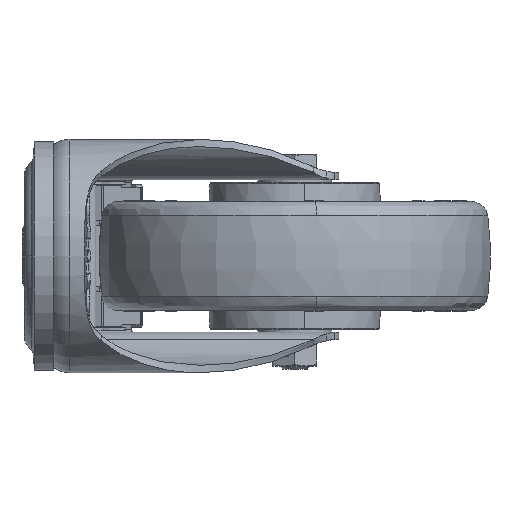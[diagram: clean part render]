
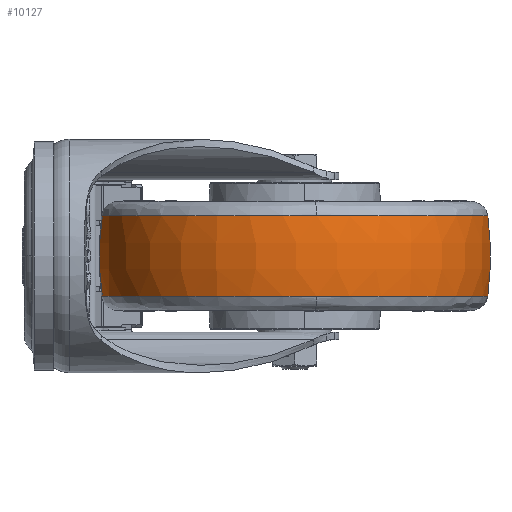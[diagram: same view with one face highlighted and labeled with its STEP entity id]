
A CAD part, left-side view. The second image highlights one B-rep face of the part: STEP entity #10127.
In plain terms, the highlighted toroidal (fillet/blend) face has major radius 30 mm and minor radius 110 mm.
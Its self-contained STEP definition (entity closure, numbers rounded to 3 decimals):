
#2492 = DIRECTION ( 'NONE',  ( 0., 0., 1. ) ) ;
#2497 = ORIENTED_EDGE ( 'NONE', *, *, #33792, .T. ) ;
#3942 = CARTESIAN_POINT ( 'NONE',  ( 55., -111., 16.289 ) ) ;
#5222 = CIRCLE ( 'NONE', #26296, 78.787 ) ;
#8468 = CARTESIAN_POINT ( 'NONE',  ( -23.282, -119.905, 16.289 ) ) ;
#8478 = CIRCLE ( 'NONE', #70389, 78.787 ) ;
#10127 = ADVANCED_FACE ( 'NONE', ( #12010 ), #12048, .T. ) ;
#12010 = FACE_OUTER_BOUND ( 'NONE', #68368, .T. ) ;
#12048 = TOROIDAL_SURFACE ( 'NONE', #20109, -30., 110. ) ;
#12416 = CIRCLE ( 'NONE', #53292, 78.787 ) ;
#14438 = DIRECTION ( 'NONE',  ( 0.994, 0.113, 0. ) ) ;
#14813 = CARTESIAN_POINT ( 'NONE',  ( 58.391, -140.808, 0. ) ) ;
#18640 = DIRECTION ( 'NONE',  ( -0.994, -0.113, 0. ) ) ;
#18662 = DIRECTION ( 'NONE',  ( -0.994, -0.113, 0. ) ) ;
#18992 = DIRECTION ( 'NONE',  ( 0.113, -0.994, 0. ) ) ;
#19435 = CARTESIAN_POINT ( 'NONE',  ( -23.282, -119.905, -16.289 ) ) ;
#19498 = VERTEX_POINT ( 'NONE', #71539 ) ;
#20020 = DIRECTION ( 'NONE',  ( 0., 0., -1. ) ) ;
#20074 = CARTESIAN_POINT ( 'NONE',  ( 51.609, -81.192, 0. ) ) ;
#20109 = AXIS2_PLACEMENT_3D ( 'NONE', #50751, #67968, #61735 ) ;
#21980 = EDGE_CURVE ( 'NONE', #31008, #62296, #71880, .T. ) ;
#22727 = EDGE_CURVE ( 'NONE', #64283, #31008, #39359, .T. ) ;
#24170 = CARTESIAN_POINT ( 'NONE',  ( 55., -111., -16.289 ) ) ;
#24853 = DIRECTION ( 'NONE',  ( -0.994, -0.113, 0. ) ) ;
#26296 = AXIS2_PLACEMENT_3D ( 'NONE', #3942, #20020, #43403 ) ;
#26807 = EDGE_CURVE ( 'NONE', #31623, #19498, #54657, .T. ) ;
#27028 = DIRECTION ( 'NONE',  ( 0.113, -0.994, 0. ) ) ;
#30189 = AXIS2_PLACEMENT_3D ( 'NONE', #14813, #14438, #53529 ) ;
#31008 = VERTEX_POINT ( 'NONE', #32667 ) ;
#31034 = CARTESIAN_POINT ( 'NONE',  ( 55., -111., -16.289 ) ) ;
#31623 = VERTEX_POINT ( 'NONE', #53855 ) ;
#32667 = CARTESIAN_POINT ( 'NONE',  ( 63.905, -189.282, -16.289 ) ) ;
#32701 = EDGE_CURVE ( 'NONE', #62296, #64327, #5222, .T. ) ;
#33531 = DIRECTION ( 'NONE',  ( 0., 0., -1. ) ) ;
#33792 = EDGE_CURVE ( 'NONE', #31623, #64283, #12416, .T. ) ;
#35457 = DIRECTION ( 'NONE',  ( 0., 0., 1. ) ) ;
#39359 = CIRCLE ( 'NONE', #67394, 78.787 ) ;
#43403 = DIRECTION ( 'NONE',  ( 0.113, -0.994, 0. ) ) ;
#43786 = ORIENTED_EDGE ( 'NONE', *, *, #26807, .F. ) ;
#50419 = ORIENTED_EDGE ( 'NONE', *, *, #22727, .T. ) ;
#50751 = CARTESIAN_POINT ( 'NONE',  ( 55., -111., 0. ) ) ;
#51436 = EDGE_CURVE ( 'NONE', #64327, #19498, #8478, .T. ) ;
#52532 = ORIENTED_EDGE ( 'NONE', *, *, #51436, .T. ) ;
#53292 = AXIS2_PLACEMENT_3D ( 'NONE', #24170, #35457, #18662 ) ;
#53529 = DIRECTION ( 'NONE',  ( -0.113, 0.994, 0. ) ) ;
#53855 = CARTESIAN_POINT ( 'NONE',  ( 46.095, -32.718, -16.289 ) ) ;
#54021 = ORIENTED_EDGE ( 'NONE', *, *, #21980, .T. ) ;
#54657 = CIRCLE ( 'NONE', #30189, 110. ) ;
#61735 = DIRECTION ( 'NONE',  ( -0.113, 0.994, 0. ) ) ;
#62296 = VERTEX_POINT ( 'NONE', #63138 ) ;
#62880 = ORIENTED_EDGE ( 'NONE', *, *, #32701, .T. ) ;
#63138 = CARTESIAN_POINT ( 'NONE',  ( 63.905, -189.282, 16.289 ) ) ;
#64283 = VERTEX_POINT ( 'NONE', #19435 ) ;
#64327 = VERTEX_POINT ( 'NONE', #8468 ) ;
#64876 = AXIS2_PLACEMENT_3D ( 'NONE', #20074, #18640, #18992 ) ;
#67394 = AXIS2_PLACEMENT_3D ( 'NONE', #31034, #2492, #24853 ) ;
#67968 = DIRECTION ( 'NONE',  ( 0., 0., 1. ) ) ;
#68368 = EDGE_LOOP ( 'NONE', ( #2497, #50419, #54021, #62880, #52532, #43786 ) ) ;
#70389 = AXIS2_PLACEMENT_3D ( 'NONE', #72269, #33531, #27028 ) ;
#71539 = CARTESIAN_POINT ( 'NONE',  ( 46.095, -32.718, 16.289 ) ) ;
#71880 = CIRCLE ( 'NONE', #64876, 110. ) ;
#72269 = CARTESIAN_POINT ( 'NONE',  ( 55., -111., 16.289 ) ) ;
